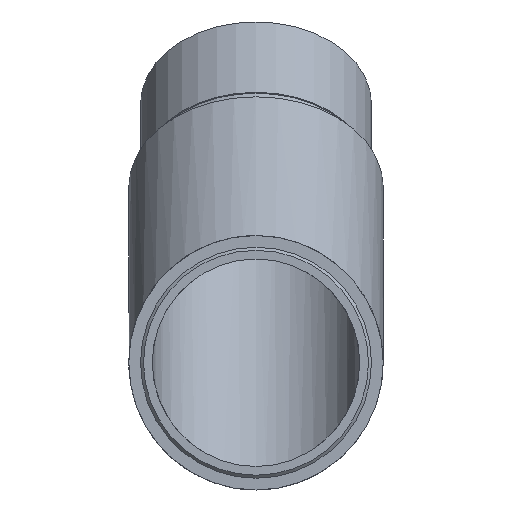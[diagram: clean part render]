
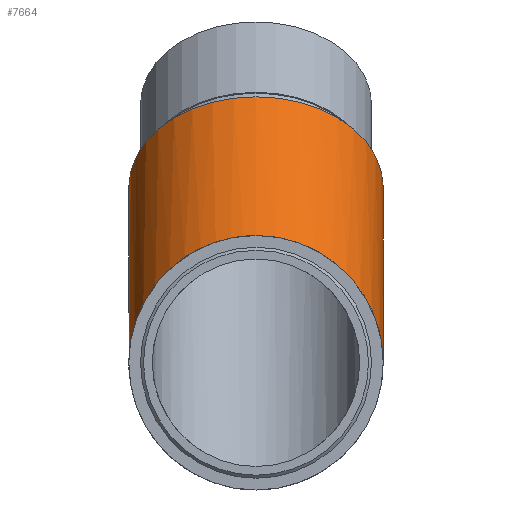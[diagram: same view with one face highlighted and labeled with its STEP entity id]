
A CAD part, front view. The second image highlights one B-rep face of the part: STEP entity #7664.
In plain terms, the highlighted cylindrical face has radius 21.1 mm (diameter 42.2 mm), a full revolution.
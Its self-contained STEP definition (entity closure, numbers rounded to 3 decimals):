
#441 = FACE_OUTER_BOUND ( 'NONE', #3175, .T. ) ;
#512 = DIRECTION ( 'NONE',  ( 0., -0.707, 0.707 ) ) ;
#700 = DIRECTION ( 'NONE',  ( 0., 0.707, 0.707 ) ) ;
#784 = CYLINDRICAL_SURFACE ( 'NONE', #4932, 21.1 ) ;
#793 = CARTESIAN_POINT ( 'NONE',  ( 0., 32.52, 21.1 ) ) ;
#886 = CARTESIAN_POINT ( 'NONE',  ( 0., 32.52, 21.1 ) ) ;
#1123 = FACE_OUTER_BOUND ( 'NONE', #9759, .T. ) ;
#1846 = CARTESIAN_POINT ( 'NONE',  ( 0., 32.52, 21.1 ) ) ;
#3095 = CARTESIAN_POINT ( 'NONE',  ( 0., 55.515, 44.095 ) ) ;
#3175 = EDGE_LOOP ( 'NONE', ( #11454 ) ) ;
#3795 = ORIENTED_EDGE ( 'NONE', *, *, #10326, .T. ) ;
#4189 = AXIS2_PLACEMENT_3D ( 'NONE', #11951, #6757, #6848 ) ;
#4791 = CARTESIAN_POINT ( 'NONE',  ( 42.2, 50., -21.1 ) ) ;
#4932 = AXIS2_PLACEMENT_3D ( 'NONE', #12994, #700, #512 ) ;
#5828 = CARTESIAN_POINT ( 'NONE',  ( -42.2, 32.52, 21.1 ) ) ;
#6757 = DIRECTION ( 'NONE',  ( 0., -0.707, -0.707 ) ) ;
#6848 = DIRECTION ( 'NONE',  ( 0., -0.707, 0.707 ) ) ;
#7664 = ADVANCED_FACE ( 'NONE', ( #441, #1123 ), #784, .T. ) ;
#8570 = CIRCLE ( 'NONE', #4189, 21.1 ) ;
#8983 = CARTESIAN_POINT ( 'NONE',  ( 42.2, 32.52, 21.1 ) ) ;
#9027 = VERTEX_POINT ( 'NONE', #886 ) ;
#9562 = EDGE_CURVE ( 'NONE', #9027, #9027, #13236, .T. ) ;
#9759 = EDGE_LOOP ( 'NONE', ( #3795 ) ) ;
#9924 = CARTESIAN_POINT ( 'NONE',  ( 0., 50., -21.1 ) ) ;
#10326 = EDGE_CURVE ( 'NONE', #12073, #12073, #8570, .T. ) ;
#11454 = ORIENTED_EDGE ( 'NONE', *, *, #9562, .T. ) ;
#11937 = CARTESIAN_POINT ( 'NONE',  ( -42.2, 50., -21.1 ) ) ;
#11951 = CARTESIAN_POINT ( 'NONE',  ( 0., 70.435, 29.175 ) ) ;
#12073 = VERTEX_POINT ( 'NONE', #3095 ) ;
#12994 = CARTESIAN_POINT ( 'NONE',  ( 0., 41.26, 0. ) ) ;
#13236 =( BOUNDED_CURVE ( )  B_SPLINE_CURVE ( 3, ( #1846, #8983, #4791, #9924, #11937, #5828, #793 ),
 .UNSPECIFIED., .T., .T. ) 
 B_SPLINE_CURVE_WITH_KNOTS ( ( 4, 3, 4 ),
 ( 0., 3.142, 6.283 ),
 .UNSPECIFIED. ) 
 CURVE ( )  GEOMETRIC_REPRESENTATION_ITEM ( )  RATIONAL_B_SPLINE_CURVE ( ( 1., 0.333, 0.333, 1., 0.333, 0.333, 1. ) ) 
 REPRESENTATION_ITEM ( '' )  );
